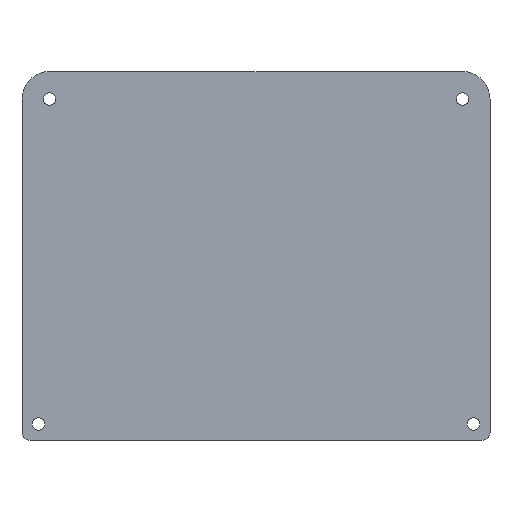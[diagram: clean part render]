
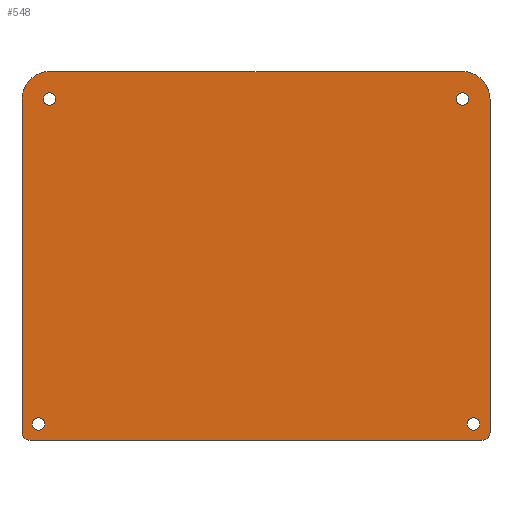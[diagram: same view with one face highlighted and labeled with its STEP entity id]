
A CAD part, front view. The second image highlights one B-rep face of the part: STEP entity #548.
In plain terms, the highlighted planar face has unit normal (0, -1, 0).
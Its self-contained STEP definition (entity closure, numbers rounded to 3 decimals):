
#548=ADVANCED_FACE('',(#1899,#1900,#1901,#1902,#1903),#911,.F.);
#911=PLANE('',#6572);
#1899=FACE_BOUND('',#2010,.T.);
#1900=FACE_BOUND('',#2011,.T.);
#1901=FACE_BOUND('',#2012,.T.);
#1902=FACE_BOUND('',#2013,.T.);
#1903=FACE_BOUND('',#2014,.T.);
#2010=EDGE_LOOP('',(#2737,#2738,#2739,#2740,#2741,#2742,#2743,#2744));
#2011=EDGE_LOOP('',(#2745));
#2012=EDGE_LOOP('',(#2746));
#2013=EDGE_LOOP('',(#2747));
#2014=EDGE_LOOP('',(#2748));
#2403=CIRCLE('',#6550,10.);
#2405=CIRCLE('',#6554,10.);
#2407=CIRCLE('',#6558,3.);
#2408=CIRCLE('',#6561,2.25);
#2409=CIRCLE('',#6563,2.25);
#2410=CIRCLE('',#6565,2.25);
#2412=CIRCLE('',#6568,3.);
#2413=CIRCLE('',#6570,2.25);
#2737=ORIENTED_EDGE('',*,*,#5152,.F.);
#2738=ORIENTED_EDGE('',*,*,#5175,.F.);
#2739=ORIENTED_EDGE('',*,*,#5170,.F.);
#2740=ORIENTED_EDGE('',*,*,#5167,.F.);
#2741=ORIENTED_EDGE('',*,*,#5164,.F.);
#2742=ORIENTED_EDGE('',*,*,#5161,.F.);
#2743=ORIENTED_EDGE('',*,*,#5158,.F.);
#2744=ORIENTED_EDGE('',*,*,#5155,.F.);
#2745=ORIENTED_EDGE('',*,*,#5173,.T.);
#2746=ORIENTED_EDGE('',*,*,#5172,.T.);
#2747=ORIENTED_EDGE('',*,*,#5171,.T.);
#2748=ORIENTED_EDGE('',*,*,#5176,.T.);
#4534=VERTEX_POINT('',#9663);
#4536=VERTEX_POINT('',#9667);
#4538=VERTEX_POINT('',#9672);
#4540=VERTEX_POINT('',#9678);
#4542=VERTEX_POINT('',#9684);
#4544=VERTEX_POINT('',#9690);
#4546=VERTEX_POINT('',#9696);
#4548=VERTEX_POINT('',#9702);
#4549=VERTEX_POINT('',#9707);
#4550=VERTEX_POINT('',#9710);
#4551=VERTEX_POINT('',#9713);
#4552=VERTEX_POINT('',#9719);
#5152=EDGE_CURVE('',#4536,#4534,#5799,.T.);
#5155=EDGE_CURVE('',#4534,#4538,#2403,.T.);
#5158=EDGE_CURVE('',#4538,#4540,#5803,.T.);
#5161=EDGE_CURVE('',#4540,#4542,#2405,.T.);
#5164=EDGE_CURVE('',#4542,#4544,#5807,.T.);
#5167=EDGE_CURVE('',#4544,#4546,#2407,.T.);
#5170=EDGE_CURVE('',#4546,#4548,#5811,.T.);
#5171=EDGE_CURVE('',#4549,#4549,#2408,.T.);
#5172=EDGE_CURVE('',#4550,#4550,#2409,.T.);
#5173=EDGE_CURVE('',#4551,#4551,#2410,.T.);
#5175=EDGE_CURVE('',#4548,#4536,#2412,.T.);
#5176=EDGE_CURVE('',#4552,#4552,#2413,.T.);
#5799=LINE('',#9668,#6105);
#5803=LINE('',#9680,#6109);
#5807=LINE('',#9692,#6113);
#5811=LINE('',#9704,#6117);
#6105=VECTOR('',#6831,1.);
#6109=VECTOR('',#6843,1.);
#6113=VECTOR('',#6855,1.);
#6117=VECTOR('',#6867,1.);
#6550=AXIS2_PLACEMENT_3D('',#9674,#6837,#6838);
#6554=AXIS2_PLACEMENT_3D('',#9686,#6849,#6850);
#6558=AXIS2_PLACEMENT_3D('',#9698,#6861,#6862);
#6561=AXIS2_PLACEMENT_3D('',#9706,#6870,#6871);
#6563=AXIS2_PLACEMENT_3D('',#9709,#6874,#6875);
#6565=AXIS2_PLACEMENT_3D('',#9712,#6878,#6879);
#6568=AXIS2_PLACEMENT_3D('',#9716,#6884,#6885);
#6570=AXIS2_PLACEMENT_3D('',#9718,#6888,#6889);
#6572=AXIS2_PLACEMENT_3D('',#9721,#6892,#6893);
#6831=DIRECTION('',(0.,0.,1.));
#6837=DIRECTION('',(0.,1.,0.));
#6838=DIRECTION('',(-1.,0.,0.));
#6843=DIRECTION('',(1.,0.,0.));
#6849=DIRECTION('',(0.,1.,0.));
#6850=DIRECTION('',(-1.,0.,0.));
#6855=DIRECTION('',(0.,0.,-1.));
#6861=DIRECTION('',(0.,1.,0.));
#6862=DIRECTION('',(-1.,0.,0.));
#6867=DIRECTION('',(-1.,0.,0.));
#6870=DIRECTION('',(0.,1.,0.));
#6871=DIRECTION('',(-1.,0.,0.));
#6874=DIRECTION('',(0.,1.,0.));
#6875=DIRECTION('',(-1.,0.,0.));
#6878=DIRECTION('',(0.,1.,0.));
#6879=DIRECTION('',(-1.,0.,0.));
#6884=DIRECTION('',(0.,1.,0.));
#6885=DIRECTION('',(-1.,0.,0.));
#6888=DIRECTION('',(0.,1.,0.));
#6889=DIRECTION('',(-1.,0.,0.));
#6892=DIRECTION('',(0.,1.,0.));
#6893=DIRECTION('',(0.,0.,1.));
#9663=CARTESIAN_POINT('',(-5.,31.,119.));
#9667=CARTESIAN_POINT('',(-5.,31.,-2.));
#9668=CARTESIAN_POINT('',(-5.,31.,0.));
#9672=CARTESIAN_POINT('',(5.,31.,129.));
#9674=CARTESIAN_POINT('',(5.,31.,119.));
#9678=CARTESIAN_POINT('',(155.,31.,129.));
#9680=CARTESIAN_POINT('',(5.,31.,129.));
#9684=CARTESIAN_POINT('',(165.,31.,119.));
#9686=CARTESIAN_POINT('',(155.,31.,119.));
#9690=CARTESIAN_POINT('',(165.,31.,-2.));
#9692=CARTESIAN_POINT('',(165.,31.,119.));
#9696=CARTESIAN_POINT('',(162.,31.,-5.));
#9698=CARTESIAN_POINT('',(162.,31.,-2.));
#9702=CARTESIAN_POINT('',(-2.,31.,-5.));
#9704=CARTESIAN_POINT('',(0.,31.,-5.));
#9706=CARTESIAN_POINT('',(155.,31.,119.));
#9707=CARTESIAN_POINT('',(152.75,31.,119.));
#9709=CARTESIAN_POINT('',(5.,31.,119.));
#9710=CARTESIAN_POINT('',(2.75,31.,119.));
#9712=CARTESIAN_POINT('',(1.,31.,1.));
#9713=CARTESIAN_POINT('',(-1.25,31.,1.));
#9716=CARTESIAN_POINT('',(-2.,31.,-2.));
#9718=CARTESIAN_POINT('',(159.,31.,1.));
#9719=CARTESIAN_POINT('',(156.75,31.,1.));
#9721=CARTESIAN_POINT('',(5.,31.,119.));
